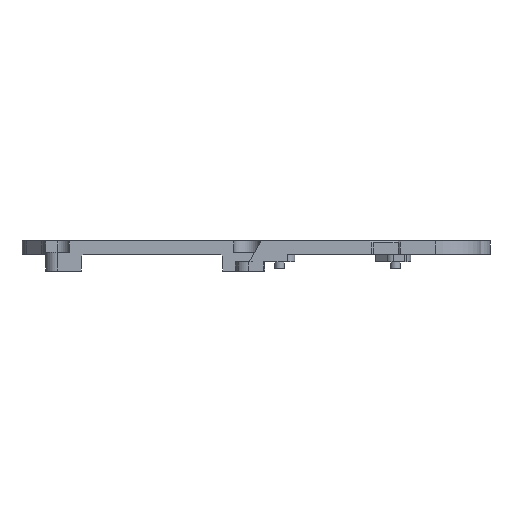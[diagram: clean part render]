
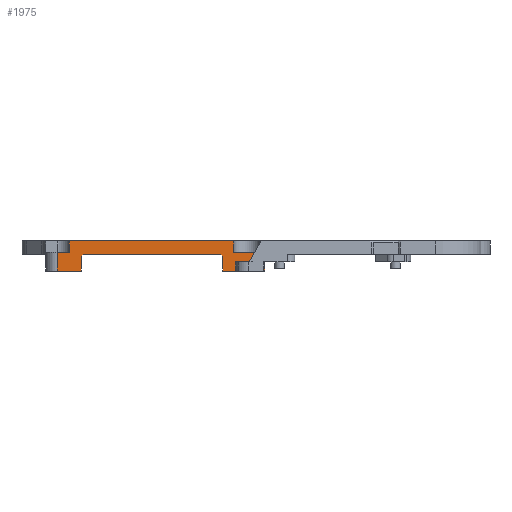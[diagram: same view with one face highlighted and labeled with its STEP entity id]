
A CAD part, left-side view. The second image highlights one B-rep face of the part: STEP entity #1975.
In plain terms, the highlighted planar face has unit normal (-1, 0, 0).
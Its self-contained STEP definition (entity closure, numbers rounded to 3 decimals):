
#272 = VERTEX_POINT('',#273);
#273 = CARTESIAN_POINT('',(30.97,44.001,25.9));
#279 = EDGE_CURVE('',#272,#280,#282,.T.);
#280 = VERTEX_POINT('',#281);
#281 = CARTESIAN_POINT('',(30.97,7.981,25.9));
#282 = LINE('',#283,#284);
#283 = CARTESIAN_POINT('',(30.97,50.791,25.9));
#284 = VECTOR('',#285,1.);
#285 = DIRECTION('',(0.,-1.,0.));
#304 = VERTEX_POINT('',#305);
#305 = CARTESIAN_POINT('',(30.97,-4.019,25.9));
#311 = EDGE_CURVE('',#304,#312,#314,.T.);
#312 = VERTEX_POINT('',#313);
#313 = CARTESIAN_POINT('',(30.97,-2.234,25.9));
#314 = LINE('',#315,#316);
#315 = CARTESIAN_POINT('',(30.97,-3.519,25.9));
#316 = VECTOR('',#317,1.);
#317 = DIRECTION('',(0.,1.,0.));
#1933 = VERTEX_POINT('',#1934);
#1934 = CARTESIAN_POINT('',(30.97,-2.234,29.4));
#1940 = EDGE_CURVE('',#312,#1933,#1941,.T.);
#1941 = LINE('',#1942,#1943);
#1942 = CARTESIAN_POINT('',(30.97,-2.234,25.9));
#1943 = VECTOR('',#1944,1.);
#1944 = DIRECTION('',(0.,0.,1.));
#1975 = ADVANCED_FACE('',(#1976),#2105,.T.);
#1976 = FACE_BOUND('',#1977,.T.);
#1977 = EDGE_LOOP('',(#1978,#1988,#1994,#1995,#1996,#2004,#2012,#2020,
    #2028,#2036,#2044,#2052,#2060,#2068,#2076,#2082,#2083,#2091,#2099));
#1978 = ORIENTED_EDGE('',*,*,#1979,.F.);
#1979 = EDGE_CURVE('',#1980,#1982,#1984,.T.);
#1980 = VERTEX_POINT('',#1981);
#1981 = CARTESIAN_POINT('',(30.97,-3.519,25.4));
#1982 = VERTEX_POINT('',#1983);
#1983 = CARTESIAN_POINT('',(30.97,-3.519,21.5));
#1984 = LINE('',#1985,#1986);
#1985 = CARTESIAN_POINT('',(30.97,-3.519,25.9));
#1986 = VECTOR('',#1987,1.);
#1987 = DIRECTION('',(0.,0.,-1.));
#1988 = ORIENTED_EDGE('',*,*,#1989,.F.);
#1989 = EDGE_CURVE('',#304,#1980,#1990,.T.);
#1990 = LINE('',#1991,#1992);
#1991 = CARTESIAN_POINT('',(30.97,2.911,
    18.97));
#1992 = VECTOR('',#1993,1.);
#1993 = DIRECTION('',(0.,0.707,-0.707)
  );
#1994 = ORIENTED_EDGE('',*,*,#311,.T.);
#1995 = ORIENTED_EDGE('',*,*,#1940,.T.);
#1996 = ORIENTED_EDGE('',*,*,#1997,.F.);
#1997 = EDGE_CURVE('',#1998,#1933,#2000,.T.);
#1998 = VERTEX_POINT('',#1999);
#1999 = CARTESIAN_POINT('',(30.97,-2.209,29.4));
#2000 = LINE('',#2001,#2002);
#2001 = CARTESIAN_POINT('',(30.97,50.791,29.4));
#2002 = VECTOR('',#2003,1.);
#2003 = DIRECTION('',(0.,-1.,0.));
#2004 = ORIENTED_EDGE('',*,*,#2005,.F.);
#2005 = EDGE_CURVE('',#2006,#1998,#2008,.T.);
#2006 = VERTEX_POINT('',#2007);
#2007 = CARTESIAN_POINT('',(30.97,-2.209,26.4));
#2008 = LINE('',#2009,#2010);
#2009 = CARTESIAN_POINT('',(30.97,-2.209,
    27.962));
#2010 = VECTOR('',#2011,1.);
#2011 = DIRECTION('',(0.,0.,1.));
#2012 = ORIENTED_EDGE('',*,*,#2013,.T.);
#2013 = EDGE_CURVE('',#2006,#2014,#2016,.T.);
#2014 = VERTEX_POINT('',#2015);
#2015 = CARTESIAN_POINT('',(30.97,4.591,26.4));
#2016 = LINE('',#2017,#2018);
#2017 = CARTESIAN_POINT('',(30.97,24.107,26.4));
#2018 = VECTOR('',#2019,1.);
#2019 = DIRECTION('',(0.,1.,0.));
#2020 = ORIENTED_EDGE('',*,*,#2021,.F.);
#2021 = EDGE_CURVE('',#2022,#2014,#2024,.T.);
#2022 = VERTEX_POINT('',#2023);
#2023 = CARTESIAN_POINT('',(30.97,4.591,29.4));
#2024 = LINE('',#2025,#2026);
#2025 = CARTESIAN_POINT('',(30.97,4.591,
    27.962));
#2026 = VECTOR('',#2027,1.);
#2027 = DIRECTION('',(0.,0.,-1.));
#2028 = ORIENTED_EDGE('',*,*,#2029,.F.);
#2029 = EDGE_CURVE('',#2030,#2022,#2032,.T.);
#2030 = VERTEX_POINT('',#2031);
#2031 = CARTESIAN_POINT('',(30.97,47.591,29.4));
#2032 = LINE('',#2033,#2034);
#2033 = CARTESIAN_POINT('',(30.97,50.791,29.4));
#2034 = VECTOR('',#2035,1.);
#2035 = DIRECTION('',(0.,-1.,0.));
#2036 = ORIENTED_EDGE('',*,*,#2037,.T.);
#2037 = EDGE_CURVE('',#2030,#2038,#2040,.T.);
#2038 = VERTEX_POINT('',#2039);
#2039 = CARTESIAN_POINT('',(30.97,47.591,26.4));
#2040 = LINE('',#2041,#2042);
#2041 = CARTESIAN_POINT('',(30.97,47.591,29.4));
#2042 = VECTOR('',#2043,1.);
#2043 = DIRECTION('',(-0.,-0.,-1.));
#2044 = ORIENTED_EDGE('',*,*,#2045,.F.);
#2045 = EDGE_CURVE('',#2046,#2038,#2048,.T.);
#2046 = VERTEX_POINT('',#2047);
#2047 = CARTESIAN_POINT('',(30.97,50.791,26.4));
#2048 = LINE('',#2049,#2050);
#2049 = CARTESIAN_POINT('',(30.97,50.791,26.4));
#2050 = VECTOR('',#2051,1.);
#2051 = DIRECTION('',(0.,-1.,0.));
#2052 = ORIENTED_EDGE('',*,*,#2053,.F.);
#2053 = EDGE_CURVE('',#2054,#2046,#2056,.T.);
#2054 = VERTEX_POINT('',#2055);
#2055 = CARTESIAN_POINT('',(30.97,50.791,21.5));
#2056 = LINE('',#2057,#2058);
#2057 = CARTESIAN_POINT('',(30.97,50.791,25.9));
#2058 = VECTOR('',#2059,1.);
#2059 = DIRECTION('',(0.,0.,1.));
#2060 = ORIENTED_EDGE('',*,*,#2061,.F.);
#2061 = EDGE_CURVE('',#2062,#2054,#2064,.T.);
#2062 = VERTEX_POINT('',#2063);
#2063 = CARTESIAN_POINT('',(30.97,44.501,21.5));
#2064 = LINE('',#2065,#2066);
#2065 = CARTESIAN_POINT('',(30.97,44.501,21.5));
#2066 = VECTOR('',#2067,1.);
#2067 = DIRECTION('',(0.,1.,0.));
#2068 = ORIENTED_EDGE('',*,*,#2069,.F.);
#2069 = EDGE_CURVE('',#2070,#2062,#2072,.T.);
#2070 = VERTEX_POINT('',#2071);
#2071 = CARTESIAN_POINT('',(30.97,44.501,25.4));
#2072 = LINE('',#2073,#2074);
#2073 = CARTESIAN_POINT('',(30.97,44.501,25.9));
#2074 = VECTOR('',#2075,1.);
#2075 = DIRECTION('',(0.,0.,-1.));
#2076 = ORIENTED_EDGE('',*,*,#2077,.F.);
#2077 = EDGE_CURVE('',#272,#2070,#2078,.T.);
#2078 = LINE('',#2079,#2080);
#2079 = CARTESIAN_POINT('',(30.97,38.926,
    30.975));
#2080 = VECTOR('',#2081,1.);
#2081 = DIRECTION('',(0.,0.707,-0.707)
  );
#2082 = ORIENTED_EDGE('',*,*,#279,.T.);
#2083 = ORIENTED_EDGE('',*,*,#2084,.T.);
#2084 = EDGE_CURVE('',#280,#2085,#2087,.T.);
#2085 = VERTEX_POINT('',#2086);
#2086 = CARTESIAN_POINT('',(30.97,7.481,25.4));
#2087 = LINE('',#2088,#2089);
#2088 = CARTESIAN_POINT('',(30.97,11.973,
    29.892));
#2089 = VECTOR('',#2090,1.);
#2090 = DIRECTION('',(0.,-0.707,-0.707
    ));
#2091 = ORIENTED_EDGE('',*,*,#2092,.T.);
#2092 = EDGE_CURVE('',#2085,#2093,#2095,.T.);
#2093 = VERTEX_POINT('',#2094);
#2094 = CARTESIAN_POINT('',(30.97,7.481,21.5));
#2095 = LINE('',#2096,#2097);
#2096 = CARTESIAN_POINT('',(30.97,7.481,25.9));
#2097 = VECTOR('',#2098,1.);
#2098 = DIRECTION('',(0.,0.,-1.));
#2099 = ORIENTED_EDGE('',*,*,#2100,.F.);
#2100 = EDGE_CURVE('',#1982,#2093,#2101,.T.);
#2101 = LINE('',#2102,#2103);
#2102 = CARTESIAN_POINT('',(30.97,-3.519,21.5));
#2103 = VECTOR('',#2104,1.);
#2104 = DIRECTION('',(0.,1.,0.));
#2105 = PLANE('',#2106);
#2106 = AXIS2_PLACEMENT_3D('',#2107,#2108,#2109);
#2107 = CARTESIAN_POINT('',(30.97,23.825,
    26.523));
#2108 = DIRECTION('',(-1.,-0.,0.));
#2109 = DIRECTION('',(0.,0.,-1.));
